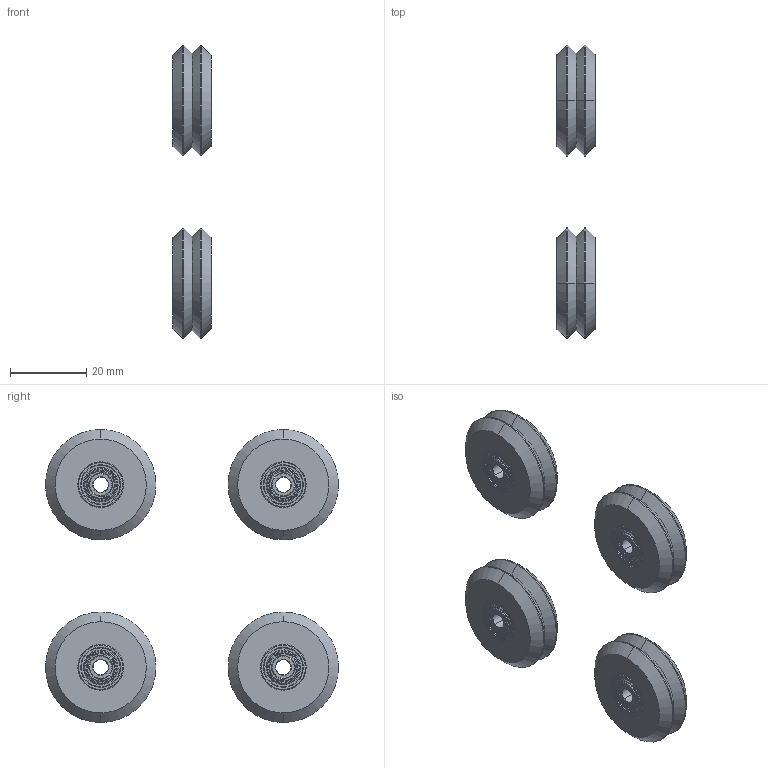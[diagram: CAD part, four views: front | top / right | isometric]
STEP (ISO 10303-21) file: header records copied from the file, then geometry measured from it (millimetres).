
FILE_DESCRIPTION (( 'STEP AP203' ), '1' );
FILE_NAME ('3205-0002-0003.STEP', '2018-08-14T13:24:39', ( '' ), ( '' ), 'SwSTEP 2.0', 'SolidWorks 2016', '' );
FILE_SCHEMA (( 'CONFIG_CONTROL_DESIGN' ));
Length unit declared in the file: millimetre
Products named in the file (5): 3600-0006-2910; 3205-0002-0003; 3600-0006-2910 Assembly; 1600-0412-0006; 1502-0006-0100
Assembly tree (11 placements, depth 3):
  3205-0002-0003
    3600-0006-2910 Assembly  x4
      3600-0006-2910
      1600-0412-0006
    1502-0006-0100  x4
Bounding box: 10 x 77 x 77 mm (x, y, z)
Volume: 21344.9 mm3; surface area: 14789.6 mm2
Topology: 32 solids, 32 shells, 784 faces, 1536 edges, 904 vertices
Faces by surface type: cone 256, cylinder 216, torus 160, plane 152
Entity records: 3753 total; most frequent: DIRECTION 644, CARTESIAN_POINT 493, ORIENTED_EDGE 456, AXIS2_PLACEMENT_3D 285, EDGE_CURVE 228, CIRCLE 154, EDGE_LOOP 134, VERTEX_POINT 134
